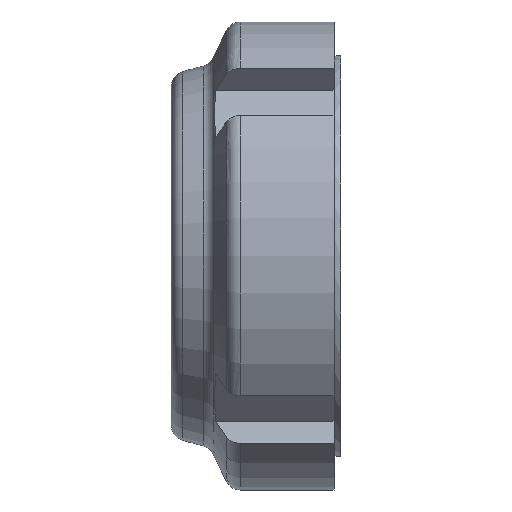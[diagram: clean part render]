
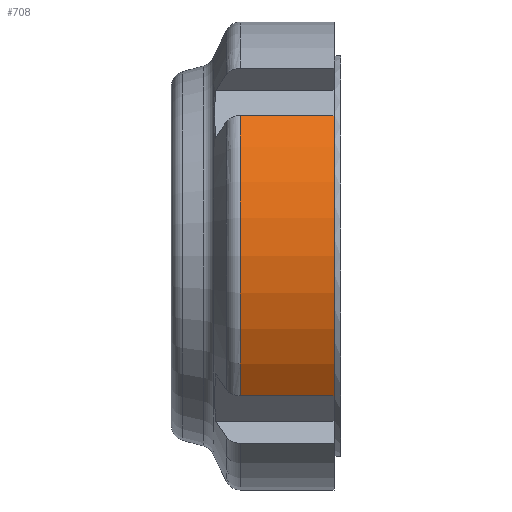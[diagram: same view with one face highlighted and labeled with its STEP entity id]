
A CAD part, top view. The second image highlights one B-rep face of the part: STEP entity #708.
In plain terms, the highlighted cylindrical face has radius 10.5 mm (diameter 21 mm), a partial arc.
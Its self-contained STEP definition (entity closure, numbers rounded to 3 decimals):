
#88=CYLINDRICAL_SURFACE('',#759,10.5);
#101=CIRCLE('',#741,10.5);
#112=CIRCLE('',#760,10.5);
#164=VECTOR('',#844,1.);
#168=VECTOR('',#873,1.);
#205=LINE('',#1178,#164);
#209=LINE('',#1259,#168);
#252=VERTEX_POINT('',#1068);
#253=VERTEX_POINT('',#1069);
#267=VERTEX_POINT('',#1179);
#277=VERTEX_POINT('',#1260);
#329=EDGE_CURVE('',#252,#253,#101,.F.);
#344=EDGE_CURVE('',#252,#267,#205,.T.);
#364=EDGE_CURVE('',#277,#253,#209,.F.);
#365=EDGE_CURVE('',#267,#277,#112,.T.);
#481=ORIENTED_EDGE('',*,*,#344,.F.);
#482=ORIENTED_EDGE('',*,*,#329,.T.);
#483=ORIENTED_EDGE('',*,*,#364,.F.);
#484=ORIENTED_EDGE('',*,*,#365,.F.);
#620=EDGE_LOOP('',(#481,#482,#483,#484));
#664=FACE_BOUND('',#620,.T.);
#708=ADVANCED_FACE('',(#664),#88,.T.);
#741=AXIS2_PLACEMENT_3D('',#1067,#831,#832);
#759=AXIS2_PLACEMENT_3D('',#1258,#871,#872);
#760=AXIS2_PLACEMENT_3D('',#1261,#874,#875);
#831=DIRECTION('',(-1.,0.,0.));
#832=DIRECTION('',(0.,0.,-10.5));
#844=DIRECTION('',(1.,0.,0.));
#871=DIRECTION('',(-1.,0.,0.));
#872=DIRECTION('',(0.,0.,-10.5));
#873=DIRECTION('',(1.,0.,0.));
#874=DIRECTION('',(1.,0.,0.));
#875=DIRECTION('',(0.,0.,-10.5));
#1067=CARTESIAN_POINT('',(-4.2,0.,0.));
#1068=CARTESIAN_POINT('',(-4.2,6.288,8.409));
#1069=CARTESIAN_POINT('',(-4.2,-6.288,8.409));
#1178=CARTESIAN_POINT('',(0.3,6.288,8.409));
#1179=CARTESIAN_POINT('',(0.,6.288,8.409));
#1258=CARTESIAN_POINT('',(0.3,0.,0.));
#1259=CARTESIAN_POINT('',(0.3,-6.288,8.409));
#1260=CARTESIAN_POINT('',(0.,-6.288,8.409));
#1261=CARTESIAN_POINT('',(0.,0.,0.));
